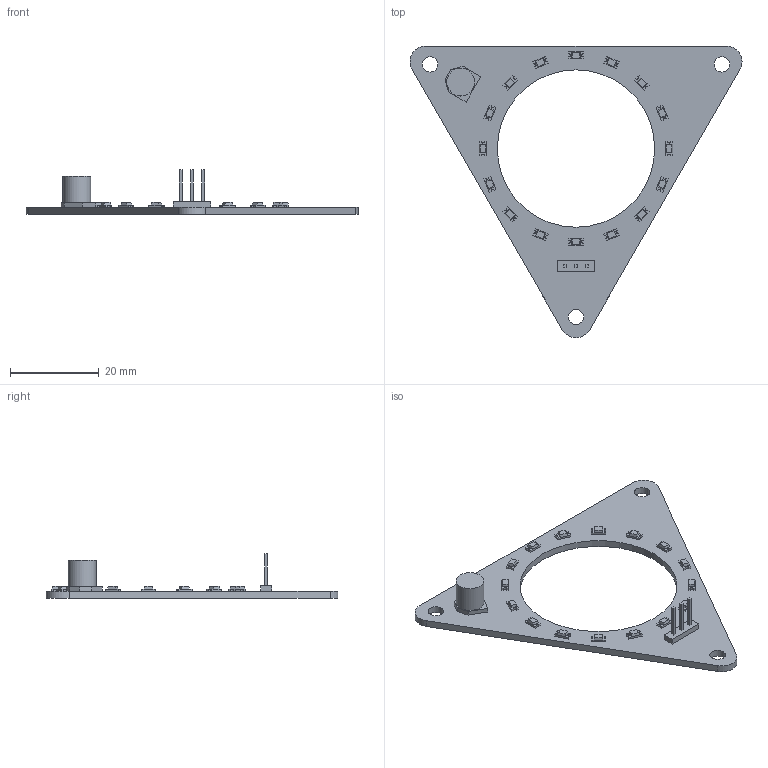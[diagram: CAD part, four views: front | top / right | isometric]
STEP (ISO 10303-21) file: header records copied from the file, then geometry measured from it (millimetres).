
FILE_DESCRIPTION(/* description */ ('Alibre Inc.'),/* implementation_level */ '2;1');
FILE_NAME(/* name */ 'export0',/* time_stamp */ '2015-07-05T22:58:54+12:00',/* author */ (''),/* organization */ (''),/* preprocessor_version */ 'ST-DEVELOPER v14',/* originating_system */ 'Alibre',/* authorisation */ '');
FILE_SCHEMA (('CONFIG_CONTROL_DESIGN'));
Length unit declared in the file: centimetre
Products named in the file (1): ID_1
Bounding box: 74.88 x 65.78 x 10.09 mm (x, y, z)
Volume: 3068.1 mm3; surface area: 4397.3 mm2
Topology: 1 solids, 1 shells, 281 faces, 708 edges, 451 vertices
Faces by surface type: plane 241, cylinder 40
Full cylindrical faces by diameter (mm): 3.5 x3, 6.3 x1, 35.5 x1
Entity records: 7744 total; most frequent: ORIENTED_EDGE 1404, CARTESIAN_POINT 1353, DIRECTION 1023, EDGE_CURVE 702, VECTOR 558, LINE 558, VERTEX_POINT 450, AXIS2_PLACEMENT_3D 345
